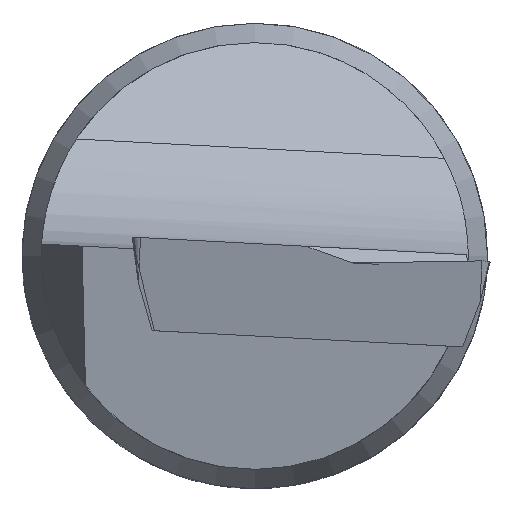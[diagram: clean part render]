
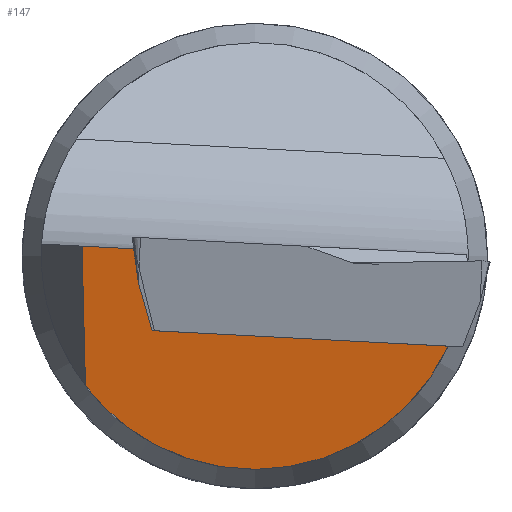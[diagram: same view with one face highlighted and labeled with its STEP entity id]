
A CAD part, left-side view. The second image highlights one B-rep face of the part: STEP entity #147.
In plain terms, the highlighted planar face has unit normal (-0.991, 0.058, -0.119).
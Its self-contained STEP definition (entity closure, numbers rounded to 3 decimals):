
#113=ELLIPSE('',#541,5.549,5.5);
#147=ADVANCED_FACE('',(#188),#168,.T.);
#168=PLANE('',#560);
#188=FACE_OUTER_BOUND('',#219,.T.);
#219=EDGE_LOOP('',(#284,#285,#286,#287,#288));
#284=ORIENTED_EDGE('',*,*,#425,.T.);
#285=ORIENTED_EDGE('',*,*,#426,.T.);
#286=ORIENTED_EDGE('',*,*,#395,.F.);
#287=ORIENTED_EDGE('',*,*,#427,.T.);
#288=ORIENTED_EDGE('',*,*,#405,.F.);
#354=VERTEX_POINT('',#706);
#355=VERTEX_POINT('',#707);
#364=VERTEX_POINT('',#727);
#365=VERTEX_POINT('',#729);
#377=VERTEX_POINT('',#800);
#395=EDGE_CURVE('',#354,#355,#455,.T.);
#405=EDGE_CURVE('',#364,#365,#113,.T.);
#425=EDGE_CURVE('',#364,#377,#468,.T.);
#426=EDGE_CURVE('',#377,#355,#469,.T.);
#427=EDGE_CURVE('',#354,#365,#470,.T.);
#455=LINE('',#705,#495);
#468=LINE('',#799,#508);
#469=LINE('',#801,#509);
#470=LINE('',#802,#510);
#495=VECTOR('',#580,1.);
#508=VECTOR('',#641,1.);
#509=VECTOR('',#642,1.);
#510=VECTOR('',#643,1.);
#541=AXIS2_PLACEMENT_3D('',#728,#597,#598);
#560=AXIS2_PLACEMENT_3D('',#803,#644,#645);
#580=DIRECTION('',(-0.052,-0.997,-0.052));
#597=DIRECTION('',(0.991,-0.058,0.119));
#598=DIRECTION('',(-0.132,-0.436,0.89));
#641=DIRECTION('',(0.052,0.997,0.052));
#642=DIRECTION('',(-0.102,0.237,0.966));
#643=DIRECTION('',(0.118,-0.025,-0.993));
#644=DIRECTION('',(-0.991,0.058,-0.119));
#645=DIRECTION('',(-0.119,0.,0.993));
#705=CARTESIAN_POINT('',(0.284,-6.206,-0.305));
#706=CARTESIAN_POINT('',(0.843,4.453,0.254));
#707=CARTESIAN_POINT('',(0.772,3.104,0.183));
#727=CARTESIAN_POINT('',(0.598,-4.985,-2.324));
#728=CARTESIAN_POINT('',(0.612,0.,0.));
#729=CARTESIAN_POINT('',(1.27,4.364,-3.347));
#799=CARTESIAN_POINT('',(0.539,-6.111,-2.383));
#800=CARTESIAN_POINT('',(0.995,2.587,-1.927));
#801=CARTESIAN_POINT('',(1.011,2.551,-2.074));
#802=CARTESIAN_POINT('',(0.807,4.46,0.555));
#803=CARTESIAN_POINT('',(0.247,-6.22,-0.005));
